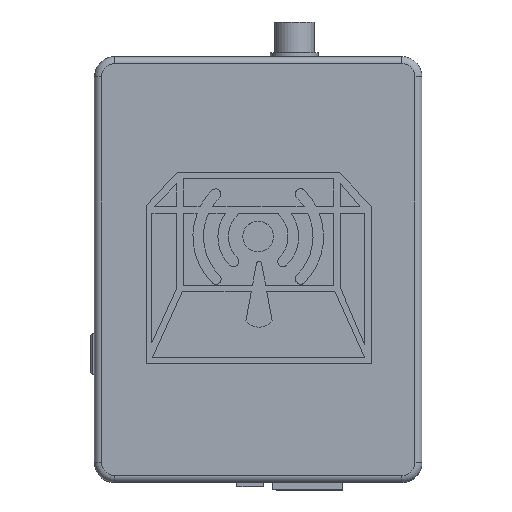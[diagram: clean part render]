
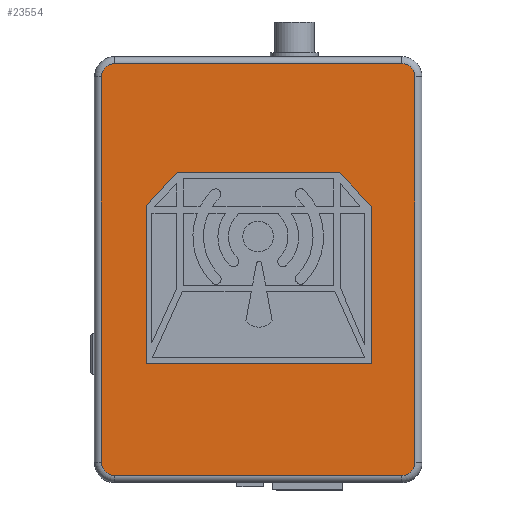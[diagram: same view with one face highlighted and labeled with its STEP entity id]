
A CAD part, top view. The second image highlights one B-rep face of the part: STEP entity #23554.
In plain terms, the highlighted planar face has unit normal (0, 0, 1).
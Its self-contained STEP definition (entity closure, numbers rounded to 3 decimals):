
#233=FACE_BOUND('',#2934,.T.);
#933=CIRCLE('',#25081,3.);
#934=CIRCLE('',#25082,3.);
#935=CIRCLE('',#25083,3.);
#936=CIRCLE('',#25084,3.);
#1593=FACE_OUTER_BOUND('',#2933,.T.);
#2933=EDGE_LOOP('',(#16524,#16525,#16526,#16527,#16528,#16529,#16530,#16531));
#2934=EDGE_LOOP('',(#16532,#16533,#16534,#16535,#16536,#16537));
#4748=LINE('',#33747,#7522);
#4752=LINE('',#33755,#7526);
#4755=LINE('',#33761,#7529);
#4758=LINE('',#33767,#7532);
#4761=LINE('',#33773,#7535);
#4764=LINE('',#33778,#7538);
#4783=LINE('',#33876,#7557);
#4784=LINE('',#33880,#7558);
#4785=LINE('',#33884,#7559);
#4786=LINE('',#33888,#7560);
#7522=VECTOR('',#27397,10.);
#7526=VECTOR('',#27403,10.);
#7529=VECTOR('',#27408,10.);
#7532=VECTOR('',#27413,10.);
#7535=VECTOR('',#27418,10.);
#7538=VECTOR('',#27423,10.);
#7557=VECTOR('',#27538,10.);
#7558=VECTOR('',#27541,10.);
#7559=VECTOR('',#27544,10.);
#7560=VECTOR('',#27547,10.);
#10207=VERTEX_POINT('',#33745);
#10208=VERTEX_POINT('',#33746);
#10211=VERTEX_POINT('',#33754);
#10213=VERTEX_POINT('',#33760);
#10215=VERTEX_POINT('',#33766);
#10217=VERTEX_POINT('',#33772);
#10248=VERTEX_POINT('',#33874);
#10249=VERTEX_POINT('',#33875);
#10250=VERTEX_POINT('',#33877);
#10251=VERTEX_POINT('',#33879);
#10252=VERTEX_POINT('',#33881);
#10253=VERTEX_POINT('',#33883);
#10254=VERTEX_POINT('',#33885);
#10255=VERTEX_POINT('',#33887);
#12617=EDGE_CURVE('',#10207,#10208,#4748,.T.);
#12621=EDGE_CURVE('',#10211,#10207,#4752,.T.);
#12624=EDGE_CURVE('',#10213,#10211,#4755,.T.);
#12627=EDGE_CURVE('',#10215,#10213,#4758,.T.);
#12630=EDGE_CURVE('',#10217,#10215,#4761,.T.);
#12633=EDGE_CURVE('',#10208,#10217,#4764,.T.);
#12686=EDGE_CURVE('',#10248,#10249,#4783,.T.);
#12687=EDGE_CURVE('',#10250,#10248,#933,.T.);
#12688=EDGE_CURVE('',#10251,#10250,#4784,.T.);
#12689=EDGE_CURVE('',#10252,#10251,#934,.T.);
#12690=EDGE_CURVE('',#10253,#10252,#4785,.T.);
#12691=EDGE_CURVE('',#10254,#10253,#935,.T.);
#12692=EDGE_CURVE('',#10255,#10254,#4786,.T.);
#12693=EDGE_CURVE('',#10249,#10255,#936,.T.);
#16524=ORIENTED_EDGE('',*,*,#12686,.F.);
#16525=ORIENTED_EDGE('',*,*,#12687,.F.);
#16526=ORIENTED_EDGE('',*,*,#12688,.F.);
#16527=ORIENTED_EDGE('',*,*,#12689,.F.);
#16528=ORIENTED_EDGE('',*,*,#12690,.F.);
#16529=ORIENTED_EDGE('',*,*,#12691,.F.);
#16530=ORIENTED_EDGE('',*,*,#12692,.F.);
#16531=ORIENTED_EDGE('',*,*,#12693,.F.);
#16532=ORIENTED_EDGE('',*,*,#12617,.T.);
#16533=ORIENTED_EDGE('',*,*,#12633,.T.);
#16534=ORIENTED_EDGE('',*,*,#12630,.T.);
#16535=ORIENTED_EDGE('',*,*,#12627,.T.);
#16536=ORIENTED_EDGE('',*,*,#12624,.T.);
#16537=ORIENTED_EDGE('',*,*,#12621,.T.);
#22553=PLANE('',#25080);
#23554=ADVANCED_FACE('',(#1593,#233),#22553,.T.);
#25080=AXIS2_PLACEMENT_3D('',#33873,#27536,#27537);
#25081=AXIS2_PLACEMENT_3D('',#33878,#27539,#27540);
#25082=AXIS2_PLACEMENT_3D('',#33882,#27542,#27543);
#25083=AXIS2_PLACEMENT_3D('',#33886,#27545,#27546);
#25084=AXIS2_PLACEMENT_3D('',#33889,#27548,#27549);
#27397=DIRECTION('',(0.,1.,0.));
#27403=DIRECTION('',(-1.,0.,0.));
#27408=DIRECTION('',(0.,-1.,0.));
#27413=DIRECTION('',(0.682,-0.732,0.));
#27418=DIRECTION('',(1.,0.,0.));
#27423=DIRECTION('',(0.683,0.73,0.));
#27536=DIRECTION('center_axis',(0.,0.,1.));
#27537=DIRECTION('ref_axis',(1.,0.,0.));
#27538=DIRECTION('',(0.,-1.,0.));
#27539=DIRECTION('center_axis',(0.,0.,-1.));
#27540=DIRECTION('ref_axis',(0.707,0.707,0.));
#27541=DIRECTION('',(1.,0.,0.));
#27542=DIRECTION('center_axis',(0.,0.,-1.));
#27543=DIRECTION('ref_axis',(-0.707,0.707,0.));
#27544=DIRECTION('',(0.,1.,0.));
#27545=DIRECTION('center_axis',(0.,0.,-1.));
#27546=DIRECTION('ref_axis',(-0.707,-0.707,0.));
#27547=DIRECTION('',(-1.,0.,0.));
#27548=DIRECTION('center_axis',(0.,0.,-1.));
#27549=DIRECTION('ref_axis',(0.707,-0.707,0.));
#33745=CARTESIAN_POINT('',(-29.343,3.949,14.1));
#33746=CARTESIAN_POINT('',(-29.343,39.883,14.1));
#33747=CARTESIAN_POINT('',(-29.343,14.668,14.1));
#33754=CARTESIAN_POINT('',(22.054,3.949,14.1));
#33755=CARTESIAN_POINT('',(9.147,3.949,14.1));
#33760=CARTESIAN_POINT('',(22.054,39.778,14.1));
#33761=CARTESIAN_POINT('',(22.054,32.583,14.1));
#33766=CARTESIAN_POINT('',(14.876,47.48,14.1));
#33767=CARTESIAN_POINT('',(16.054,46.216,14.1));
#33772=CARTESIAN_POINT('',(-22.231,47.48,14.1));
#33773=CARTESIAN_POINT('',(-12.996,47.48,14.1));
#33778=CARTESIAN_POINT('',(-26.985,42.402,14.1));
#33873=CARTESIAN_POINT('Origin',(-3.76,25.387,14.1));
#33874=CARTESIAN_POINT('',(31.99,69.357,14.1));
#33875=CARTESIAN_POINT('',(31.99,-18.583,14.1));
#33876=CARTESIAN_POINT('',(31.99,49.672,14.1));
#33877=CARTESIAN_POINT('',(28.99,72.357,14.1));
#33878=CARTESIAN_POINT('Origin',(28.99,69.357,14.1));
#33879=CARTESIAN_POINT('',(-36.51,72.357,14.1));
#33880=CARTESIAN_POINT('',(-22.435,72.357,14.1));
#33881=CARTESIAN_POINT('',(-39.51,69.357,14.1));
#33882=CARTESIAN_POINT('Origin',(-36.51,69.357,14.1));
#33883=CARTESIAN_POINT('',(-39.51,-18.583,14.1));
#33884=CARTESIAN_POINT('',(-39.51,1.102,14.1));
#33885=CARTESIAN_POINT('',(-36.51,-21.583,14.1));
#33886=CARTESIAN_POINT('Origin',(-36.51,-18.583,14.1));
#33887=CARTESIAN_POINT('',(28.99,-21.583,14.1));
#33888=CARTESIAN_POINT('',(14.915,-21.583,14.1));
#33889=CARTESIAN_POINT('Origin',(28.99,-18.583,14.1));
